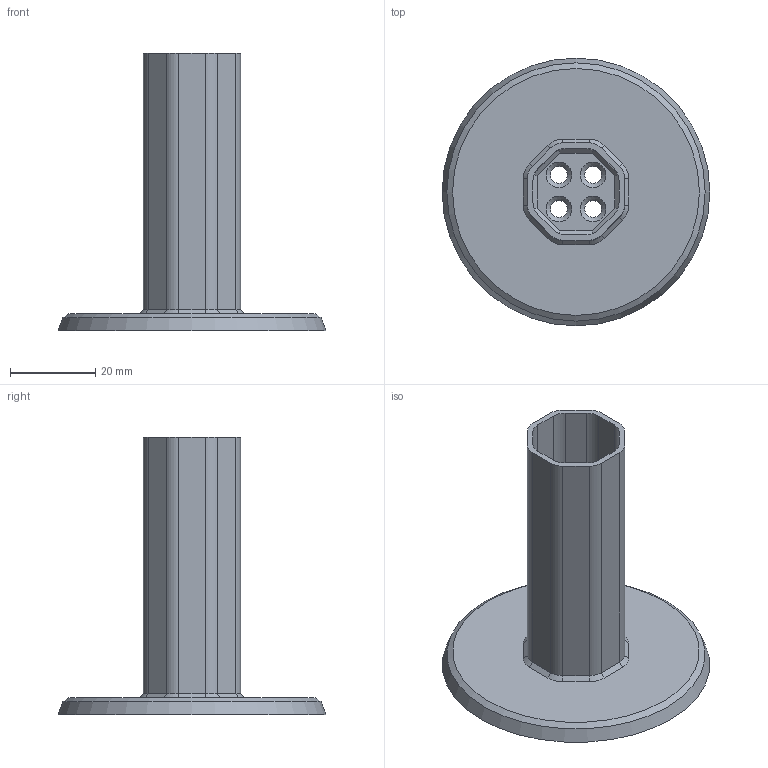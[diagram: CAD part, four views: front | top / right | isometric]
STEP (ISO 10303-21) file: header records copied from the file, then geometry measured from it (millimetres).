
FILE_DESCRIPTION(('FreeCAD Model'),'2;1');
FILE_NAME('Open CASCADE Shape Model','2023-11-18T11:14:41',(''),(''), 'Open CASCADE STEP processor 7.6','FreeCAD','Unknown');
FILE_SCHEMA(('AUTOMOTIVE_DESIGN { 1 0 10303 214 1 1 1 1 }'));
Length unit declared in the file: millimetre
Products named in the file (1): Body
Bounding box: 62.91 x 62.91 x 65.3 mm (x, y, z)
Volume: 17680.7 mm3; surface area: 15250.5 mm2
Topology: 1 solids, 1 shells, 70 faces, 177 edges, 111 vertices
Faces by surface type: plane 36, cylinder 20, cone 14
Full cylindrical faces by diameter (mm): 4 x4
Entity records: 4537 total; most frequent: CARTESIAN_POINT 910, DIRECTION 698, LINE 399, VECTOR 399, ORIENTED_EDGE 354, PCURVE 354, DEFINITIONAL_REPRESENTATION 354, EDGE_CURVE 177
